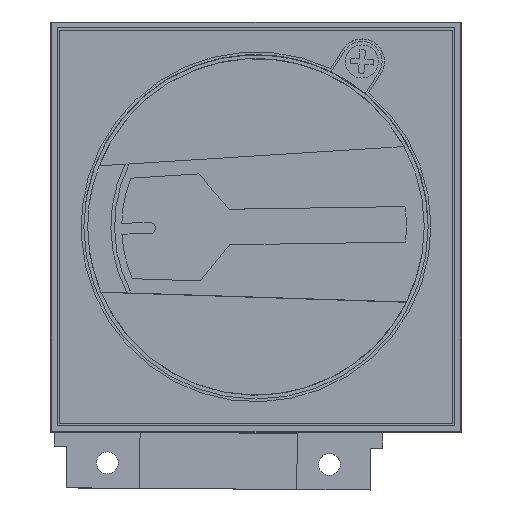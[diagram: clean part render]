
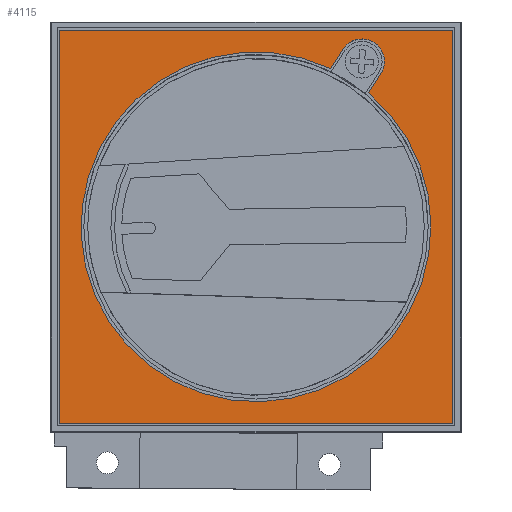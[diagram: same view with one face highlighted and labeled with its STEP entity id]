
A CAD part, top view. The second image highlights one B-rep face of the part: STEP entity #4115.
In plain terms, the highlighted planar face has unit normal (0, 0, 1).
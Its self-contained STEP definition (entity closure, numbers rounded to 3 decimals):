
#154=DIRECTION('',(0.,1.,0.));
#155=VECTOR('',#154,57.6);
#156=CARTESIAN_POINT('',(1.2,1.2,66.1));
#157=LINE('',#156,#155);
#158=DIRECTION('',(1.,0.,0.));
#159=VECTOR('',#158,57.6);
#160=CARTESIAN_POINT('',(1.2,58.8,66.1));
#161=LINE('',#160,#159);
#162=DIRECTION('',(0.,-1.,0.));
#163=VECTOR('',#162,57.6);
#164=CARTESIAN_POINT('',(58.8,58.8,66.1));
#165=LINE('',#164,#163);
#166=DIRECTION('',(-1.,0.,0.));
#167=VECTOR('',#166,57.6);
#168=CARTESIAN_POINT('',(58.8,1.2,66.1));
#169=LINE('',#168,#167);
#170=DIRECTION('',(-0.539,-0.842,0.));
#171=VECTOR('',#170,3.343);
#172=CARTESIAN_POINT('',(42.721,55.97,66.1));
#173=LINE('',#172,#171);
#174=DIRECTION('',(0.539,0.842,0.));
#175=VECTOR('',#174,3.344);
#176=CARTESIAN_POINT('',(46.475,49.594,66.1));
#177=LINE('',#176,#175);
#290=CARTESIAN_POINT('',(45.5,54.19,66.1));
#291=DIRECTION('',(0.,0.,-1.));
#292=DIRECTION('',(-0.842,0.539,0.));
#293=AXIS2_PLACEMENT_3D('',#290,#291,#292);
#324=CARTESIAN_POINT('',(30.,30.,66.1));
#325=DIRECTION('',(0.,0.,-1.));
#326=DIRECTION('',(0.644,0.765,0.));
#327=AXIS2_PLACEMENT_3D('',#324,#325,#326);
#3212=CARTESIAN_POINT('',(1.2,1.2,66.1));
#3213=CARTESIAN_POINT('',(1.2,58.8,66.1));
#3214=VERTEX_POINT('',#3212);
#3215=VERTEX_POINT('',#3213);
#3216=CARTESIAN_POINT('',(58.8,58.8,66.1));
#3217=VERTEX_POINT('',#3216);
#3218=CARTESIAN_POINT('',(58.8,1.2,66.1));
#3219=VERTEX_POINT('',#3218);
#3228=CARTESIAN_POINT('',(42.721,55.97,66.1));
#3229=CARTESIAN_POINT('',(40.918,53.155,66.1));
#3230=VERTEX_POINT('',#3228);
#3231=VERTEX_POINT('',#3229);
#3232=CARTESIAN_POINT('',(46.475,49.594,66.1));
#3233=CARTESIAN_POINT('',(48.279,52.41,66.1));
#3234=VERTEX_POINT('',#3232);
#3235=VERTEX_POINT('',#3233);
#4090=CARTESIAN_POINT('',(0.,60.,66.1));
#4091=DIRECTION('',(0.,0.,1.));
#4092=DIRECTION('',(0.,-1.,0.));
#4093=AXIS2_PLACEMENT_3D('',#4090,#4091,#4092);
#4094=PLANE('',#4093);
#4096=ORIENTED_EDGE('',*,*,#4095,.T.);
#4098=ORIENTED_EDGE('',*,*,#4097,.T.);
#4100=ORIENTED_EDGE('',*,*,#4099,.T.);
#4102=ORIENTED_EDGE('',*,*,#4101,.T.);
#4103=EDGE_LOOP('',(#4096,#4098,#4100,#4102));
#4104=FACE_OUTER_BOUND('',#4103,.F.);
#4106=ORIENTED_EDGE('',*,*,#4105,.T.);
#4108=ORIENTED_EDGE('',*,*,#4107,.F.);
#4110=ORIENTED_EDGE('',*,*,#4109,.T.);
#4112=ORIENTED_EDGE('',*,*,#4111,.F.);
#4113=EDGE_LOOP('',(#4106,#4108,#4110,#4112));
#4114=FACE_BOUND('',#4113,.F.);
#294=CIRCLE('',#293,3.3);
#328=CIRCLE('',#327,25.6);
#4095=EDGE_CURVE('',#3214,#3215,#157,.T.);
#4097=EDGE_CURVE('',#3215,#3217,#161,.T.);
#4099=EDGE_CURVE('',#3217,#3219,#165,.T.);
#4101=EDGE_CURVE('',#3219,#3214,#169,.T.);
#4105=EDGE_CURVE('',#3230,#3231,#173,.T.);
#4107=EDGE_CURVE('',#3234,#3231,#328,.T.);
#4109=EDGE_CURVE('',#3234,#3235,#177,.T.);
#4111=EDGE_CURVE('',#3230,#3235,#294,.T.);
#4115=ADVANCED_FACE('',(#4104,#4114),#4094,.T.);
